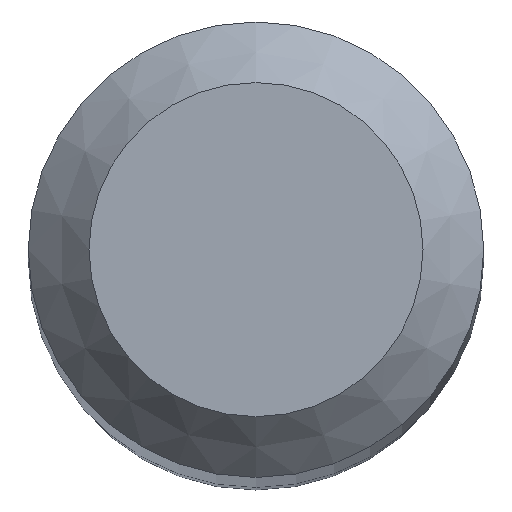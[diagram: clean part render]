
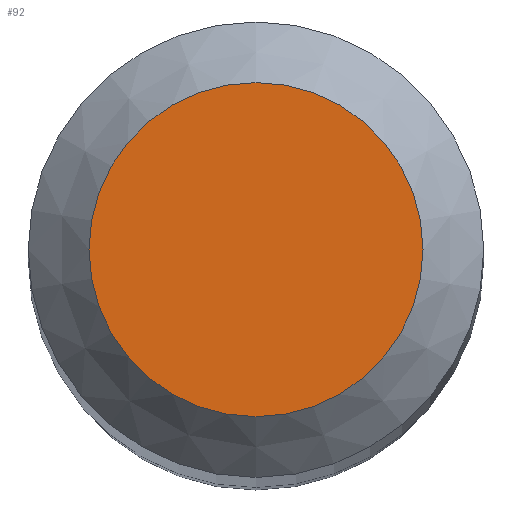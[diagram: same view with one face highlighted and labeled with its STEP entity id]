
A CAD part, top view. The second image highlights one B-rep face of the part: STEP entity #92.
In plain terms, the highlighted planar face has unit normal (0, 0, 1).
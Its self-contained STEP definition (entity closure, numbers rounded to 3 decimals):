
#6 = VERTEX_POINT ( 'NONE', #213 ) ;
#29 = FACE_OUTER_BOUND ( 'NONE', #108, .T. ) ;
#47 = DIRECTION ( 'NONE',  ( 0., 1., 0. ) ) ;
#53 = EDGE_CURVE ( 'NONE', #6, #6, #107, .T. ) ;
#92 = ADVANCED_FACE ( 'NONE', ( #29 ), #193, .F. ) ;
#107 = CIRCLE ( 'NONE', #112, 0.55 ) ;
#108 = EDGE_LOOP ( 'NONE', ( #126 ) ) ;
#112 = AXIS2_PLACEMENT_3D ( 'NONE', #146, #148, #113 ) ;
#113 = DIRECTION ( 'NONE',  ( 0., 1., 0. ) ) ;
#126 = ORIENTED_EDGE ( 'NONE', *, *, #53, .F. ) ;
#143 = AXIS2_PLACEMENT_3D ( 'NONE', #212, #179, #47 ) ;
#146 = CARTESIAN_POINT ( 'NONE',  ( 0., 0., 30. ) ) ;
#148 = DIRECTION ( 'NONE',  ( 0., 0., -1. ) ) ;
#179 = DIRECTION ( 'NONE',  ( 0., 0., -1. ) ) ;
#193 = PLANE ( 'NONE',  #143 ) ;
#212 = CARTESIAN_POINT ( 'NONE',  ( 0., 0., 30. ) ) ;
#213 = CARTESIAN_POINT ( 'NONE',  ( 0., 0.55, 30. ) ) ;
